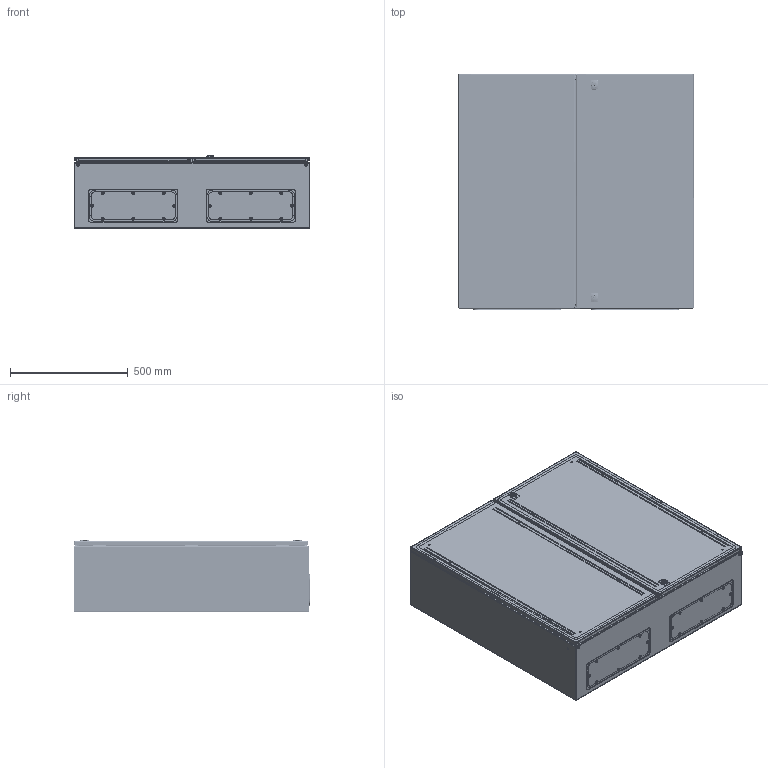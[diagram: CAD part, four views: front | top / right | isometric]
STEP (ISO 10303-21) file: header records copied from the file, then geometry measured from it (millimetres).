
FILE_DESCRIPTION (( 'STEP AP214' ), '1' );
FILE_NAME ('AT-1090.STEP', '2011-09-23T06:47:13', ( '' ), ( '' ), 'SwSTEP 2.0', 'SolidWorks 2010', '' );
FILE_SCHEMA (( 'AUTOMOTIVE_DESIGN' ));
Length unit declared in the file: millimetre
Products named in the file (46): ENG-001739_DIN 7983 4,8 x 9,5; ENG-001730_DIN 6330 M8; ENG-000876_DIN 934 M8; ENG-000884_M8; 08072009095846_03B15-055; ENG-005950_6mm; ENG-000963_M5 X 0.8 (6MM LONG); ENG-00045A_Normal; 27072009144419_03U15-055; ENG-000138_M8x25; 06072009130922_03E15-055-01 AT-1090; ENG-000872_ohne Deckelteil; ENG-000872_ohne Deckteil, Stift gedreht; ENG-000268_509; ENGB-000201_510; ENG-001754_127; ENG-000732_03E20-021-01; 08072009074310_03B30-060; 07072009122542_03U30-060; 07072009094507_03E31-060-01; ENG-000129_SV-5326; ENG-000126; ENG-000129_SV-5326-V001; ENG-000125; ENG-000020; ENG-000093; ENG-000021; ENG-000092; ENG-000127; ENG-000128; ENG-005453; 1000-160-1; 23072009134046_500 x 1000; 07072009160840_03B30-061; ENG-000098_M6; 07072009150739_03U30-061; ENG-000138_M6x20; 06072009145039_03E31-061-01; ENG-000169_508; ENG-000929_LS-894 ...
Assembly tree (127 placements, depth 6):
  AT-1090
    08072009074310_03B30-060
      ENG-000929_LS-894  x2
      23072009134046_500 x 1000
      ENG-000098_M6  x4
      07072009122542_03U30-060
        ENG-000138_M6x20  x6
        ENG-000169_508  x3
        07072009094507_03E31-060-01
      ENG-000129_SV-5326-V001
        ENG-000125
          ENG-000020
          ENG-000093
            ENG-000092
            ENG-000021
        1000-160-1
        ENG-005453
        ENG-000128
        ENG-000127
      ENG-000129_SV-5326
        1000-160-1
        ENG-000128
        ENG-000126
        ENG-000127
        ENG-000125
          ENG-000020
          ENG-000093
            ENG-000092
            ENG-000021
    ENG-001730_DIN 6330 M8  x4
    ENG-001739_DIN 7983 4,8 x 9,5  x16
    19092007142653_2256  x2
    ENG-000884_M8  x8
    ENG-001424_03B00-000  x2
      10042007081850
      ENG-000928_03E00-000-01
    ENG-000876_DIN 934 M8  x3
    ENG-000732_03E20-021-01
    07072009160840_03B30-061
      ENG-000098_M6  x4
      ENG-021237_472x965
      ENG-000929_LS-894  x2
      07072009150739_03U30-061
        ENG-000138_M6x20  x6
        ENG-000169_508  x3
        06072009145039_03E31-061-01
    08072009095846_03B15-055
      ENG-005950_6mm  x12
        ENG-00045A_Normal
        ENG-000963_M5 X 0.8 (6MM LONG)
      27072009144419_03U15-055
        ENG-000138_M6x20  x2
        06072009130922_03E15-055-01 AT-1090
        ENG-000138_M8x25  x4
      ENG-000872_ohne Deckteil, Stift gedreht  x3
        ENGB-000201_510
        ENG-000268_509
      ENG-000872_ohne Deckelteil  x3
        ENGB-000201_510
        ENG-000268_509
Bounding box: 1000 x 1006.97 x 307.49 mm (x, y, z)
Volume: 8056258.2 mm3; surface area: 9360805.1 mm2
Topology: 131 solids, 131 shells, 4306 faces, 10944 edges, 6952 vertices
Faces by surface type: plane 1918, cylinder 1344, cone 526, bspline 310, torus 156, sphere 52
Entity records: 60794 total; most frequent: CARTESIAN_POINT 20466, ORIENTED_EDGE 7994, DIRECTION 7809, EDGE_CURVE 3997, AXIS2_PLACEMENT_3D 2898, VERTEX_POINT 2503, VECTOR 2013, LINE 2013
